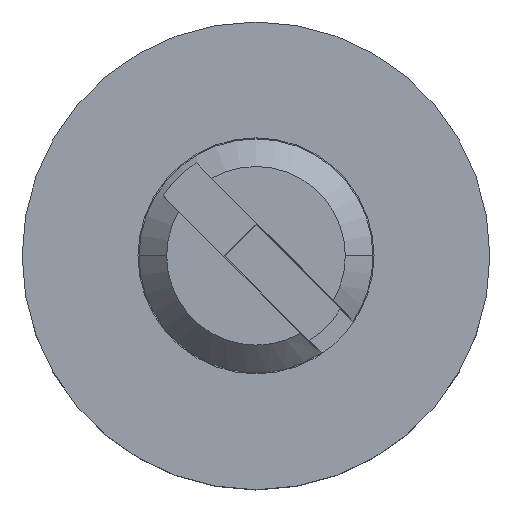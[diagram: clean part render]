
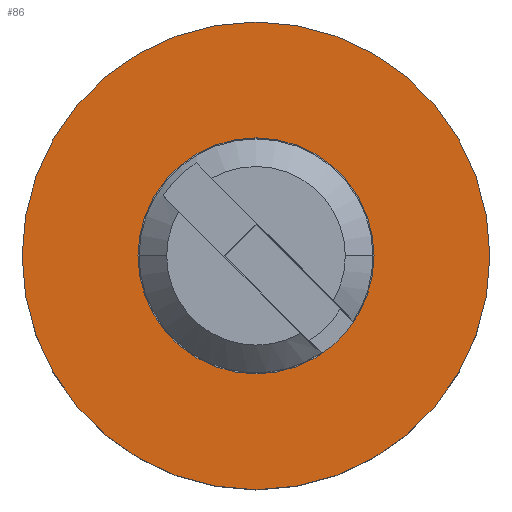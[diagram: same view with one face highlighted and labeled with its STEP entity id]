
A CAD part, top view. The second image highlights one B-rep face of the part: STEP entity #86.
In plain terms, the highlighted planar face has unit normal (0, 0, 1).
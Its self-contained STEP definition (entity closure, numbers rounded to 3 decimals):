
#33 = ORIENTED_EDGE ( 'NONE', *, *, #582, .T. ) ;
#57 = CARTESIAN_POINT ( 'NONE',  ( 0., 0., 0. ) ) ;
#86 = ADVANCED_FACE ( 'NONE', ( #1850, #2010 ), #923, .F. ) ;
#183 = CARTESIAN_POINT ( 'NONE',  ( 11., 0., 0. ) ) ;
#246 = CARTESIAN_POINT ( 'NONE',  ( 5.55, 0., 0. ) ) ;
#247 = ORIENTED_EDGE ( 'NONE', *, *, #2070, .F. ) ;
#250 = CIRCLE ( 'NONE', #495, 11. ) ;
#282 = EDGE_CURVE ( 'NONE', #2283, #994, #744, .T. ) ;
#327 = EDGE_CURVE ( 'NONE', #2306, #754, #1794, .T. ) ;
#381 = CARTESIAN_POINT ( 'NONE',  ( -5.55, 0., 0. ) ) ;
#387 = CARTESIAN_POINT ( 'NONE',  ( 0., 0., 0. ) ) ;
#394 = CARTESIAN_POINT ( 'NONE',  ( 0., 0., 0. ) ) ;
#495 = AXIS2_PLACEMENT_3D ( 'NONE', #394, #2078, #1522 ) ;
#513 = AXIS2_PLACEMENT_3D ( 'NONE', #387, #2060, #574 ) ;
#546 = AXIS2_PLACEMENT_3D ( 'NONE', #739, #2458, #1131 ) ;
#574 = DIRECTION ( 'NONE',  ( 1., 0., 0. ) ) ;
#582 = EDGE_CURVE ( 'NONE', #754, #2306, #250, .T. ) ;
#739 = CARTESIAN_POINT ( 'NONE',  ( 0., 5.55, 0. ) ) ;
#744 = CIRCLE ( 'NONE', #1377, 5.55 ) ;
#754 = VERTEX_POINT ( 'NONE', #1557 ) ;
#791 = EDGE_LOOP ( 'NONE', ( #902, #33 ) ) ;
#902 = ORIENTED_EDGE ( 'NONE', *, *, #327, .T. ) ;
#923 = PLANE ( 'NONE',  #546 ) ;
#994 = VERTEX_POINT ( 'NONE', #246 ) ;
#1131 = DIRECTION ( 'NONE',  ( -1., 0., 0. ) ) ;
#1267 = DIRECTION ( 'NONE',  ( 0., 0., 1. ) ) ;
#1295 = ORIENTED_EDGE ( 'NONE', *, *, #282, .F. ) ;
#1377 = AXIS2_PLACEMENT_3D ( 'NONE', #57, #2317, #1550 ) ;
#1522 = DIRECTION ( 'NONE',  ( 1., 0., 0. ) ) ;
#1550 = DIRECTION ( 'NONE',  ( 1., 0., 0. ) ) ;
#1557 = CARTESIAN_POINT ( 'NONE',  ( -11., 0., 0. ) ) ;
#1794 = CIRCLE ( 'NONE', #2135, 11. ) ;
#1850 = FACE_BOUND ( 'NONE', #2103, .T. ) ;
#2010 = FACE_OUTER_BOUND ( 'NONE', #791, .T. ) ;
#2053 = CIRCLE ( 'NONE', #513, 5.55 ) ;
#2060 = DIRECTION ( 'NONE',  ( 0., 0., 1. ) ) ;
#2070 = EDGE_CURVE ( 'NONE', #994, #2283, #2053, .T. ) ;
#2078 = DIRECTION ( 'NONE',  ( 0., 0., 1. ) ) ;
#2103 = EDGE_LOOP ( 'NONE', ( #247, #1295 ) ) ;
#2135 = AXIS2_PLACEMENT_3D ( 'NONE', #2361, #1267, #2400 ) ;
#2283 = VERTEX_POINT ( 'NONE', #381 ) ;
#2306 = VERTEX_POINT ( 'NONE', #183 ) ;
#2317 = DIRECTION ( 'NONE',  ( 0., 0., 1. ) ) ;
#2361 = CARTESIAN_POINT ( 'NONE',  ( 0., 0., 0. ) ) ;
#2400 = DIRECTION ( 'NONE',  ( 1., 0., 0. ) ) ;
#2458 = DIRECTION ( 'NONE',  ( 0., 0., -1. ) ) ;
